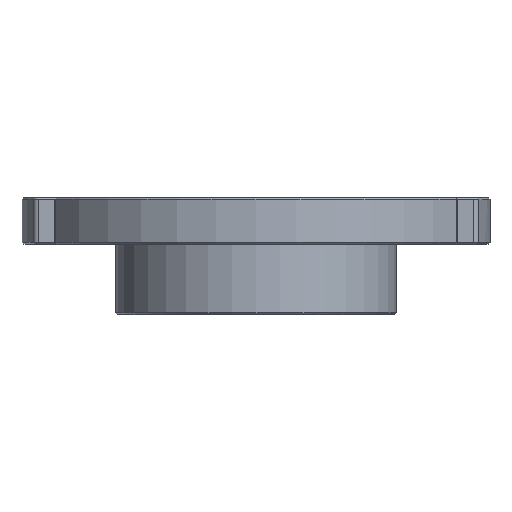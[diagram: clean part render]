
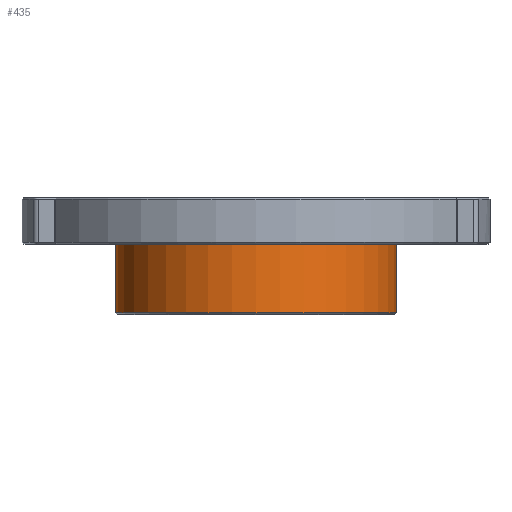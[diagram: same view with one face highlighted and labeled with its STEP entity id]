
A CAD part, front view. The second image highlights one B-rep face of the part: STEP entity #435.
In plain terms, the highlighted cylindrical face has radius 19.05 mm (diameter 38.1 mm), a partial arc.
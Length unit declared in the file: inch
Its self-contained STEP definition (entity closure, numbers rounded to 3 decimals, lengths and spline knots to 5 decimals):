
#3 = ORIENTED_EDGE ( 'NONE', *, *, #757, .T. ) ;
#282 = LINE ( 'NONE', #2728, #1544 ) ;
#435 = ADVANCED_FACE ( 'NONE', ( #1415 ), #563, .T. ) ;
#563 = CYLINDRICAL_SURFACE ( 'NONE', #4017, 0.75 ) ;
#674 = VECTOR ( 'NONE', #8756, 39.37008 ) ;
#757 = EDGE_CURVE ( 'NONE', #3594, #1139, #1273, .T. ) ;
#861 = ORIENTED_EDGE ( 'NONE', *, *, #2769, .F. ) ;
#872 = EDGE_LOOP ( 'NONE', ( #861, #4337, #7027, #3 ) ) ;
#1139 = VERTEX_POINT ( 'NONE', #5896 ) ;
#1273 = CIRCLE ( 'NONE', #6866, 0.75 ) ;
#1415 = FACE_OUTER_BOUND ( 'NONE', #872, .T. ) ;
#1544 = VECTOR ( 'NONE', #5792, 39.37008 ) ;
#1744 = CARTESIAN_POINT ( 'NONE',  ( 0., 0., 0.1875 ) ) ;
#2207 = AXIS2_PLACEMENT_3D ( 'NONE', #1744, #5602, #4800 ) ;
#2469 = CARTESIAN_POINT ( 'NONE',  ( -0.75, 0., 0.1875 ) ) ;
#2609 = LINE ( 'NONE', #5666, #674 ) ;
#2728 = CARTESIAN_POINT ( 'NONE',  ( -0.75, 0., 0.1875 ) ) ;
#2769 = EDGE_CURVE ( 'NONE', #7521, #1139, #2609, .T. ) ;
#3594 = VERTEX_POINT ( 'NONE', #9565 ) ;
#4017 = AXIS2_PLACEMENT_3D ( 'NONE', #6620, #5118, #6714 ) ;
#4125 = CIRCLE ( 'NONE', #2207, 0.75 ) ;
#4337 = ORIENTED_EDGE ( 'NONE', *, *, #9890, .F. ) ;
#4800 = DIRECTION ( 'NONE',  ( 1., 0., 0. ) ) ;
#5118 = DIRECTION ( 'NONE',  ( 0., 0., -1. ) ) ;
#5232 = CARTESIAN_POINT ( 'NONE',  ( 0.75, 0., 0.1875 ) ) ;
#5602 = DIRECTION ( 'NONE',  ( 0., 0., 1. ) ) ;
#5666 = CARTESIAN_POINT ( 'NONE',  ( 0.75, 0., 0.1875 ) ) ;
#5792 = DIRECTION ( 'NONE',  ( 0., 0., -1. ) ) ;
#5896 = CARTESIAN_POINT ( 'NONE',  ( 0.75, 0., -0.1775 ) ) ;
#6455 = EDGE_CURVE ( 'NONE', #6712, #3594, #282, .T. ) ;
#6620 = CARTESIAN_POINT ( 'NONE',  ( 0., 0., 0.1875 ) ) ;
#6712 = VERTEX_POINT ( 'NONE', #2469 ) ;
#6714 = DIRECTION ( 'NONE',  ( -1., 0., 0. ) ) ;
#6803 = DIRECTION ( 'NONE',  ( 0., 0., 1. ) ) ;
#6866 = AXIS2_PLACEMENT_3D ( 'NONE', #9847, #6803, #8852 ) ;
#7027 = ORIENTED_EDGE ( 'NONE', *, *, #6455, .T. ) ;
#7521 = VERTEX_POINT ( 'NONE', #5232 ) ;
#8756 = DIRECTION ( 'NONE',  ( 0., 0., -1. ) ) ;
#8852 = DIRECTION ( 'NONE',  ( 1., 0., 0. ) ) ;
#9565 = CARTESIAN_POINT ( 'NONE',  ( -0.75, 0., -0.1775 ) ) ;
#9847 = CARTESIAN_POINT ( 'NONE',  ( 0., 0., -0.1775 ) ) ;
#9890 = EDGE_CURVE ( 'NONE', #6712, #7521, #4125, .T. ) ;
